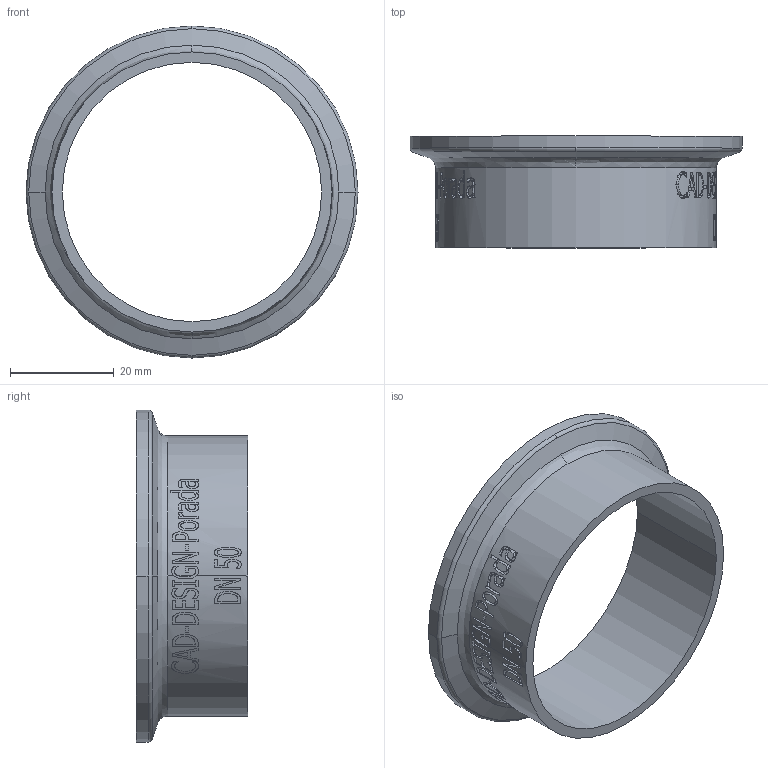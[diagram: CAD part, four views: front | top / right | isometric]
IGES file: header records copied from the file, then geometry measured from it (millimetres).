
Global section: file name: No Iges File Name specified; native system: Autodesk Inventor 2011; preprocessor: AutoDesk Inventor Iges Exporter R2011; author: CAD-DESIGN; date: 20150521.171456; units: millimetre
Bounding box: 64 x 21.5 x 64 mm (x, y, z)
Volume: 9822.8 mm3; surface area: 9969.6 mm2
Topology: 1 solids, 1 shells, 681 faces, 1846 edges, 1228 vertices
Faces by surface type: bspline 318, plane 279, cylinder 68, revolution 6, torus 6, cone 4
